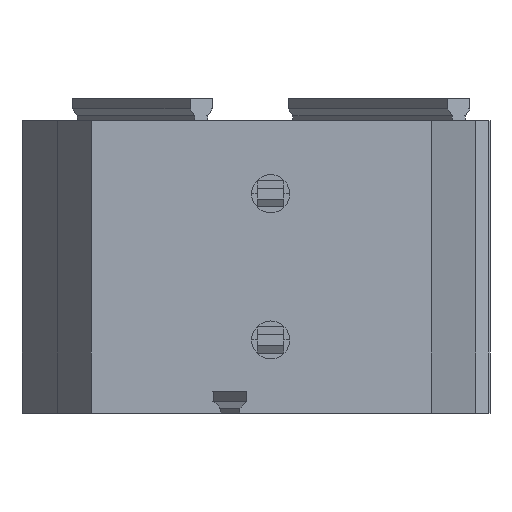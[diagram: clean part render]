
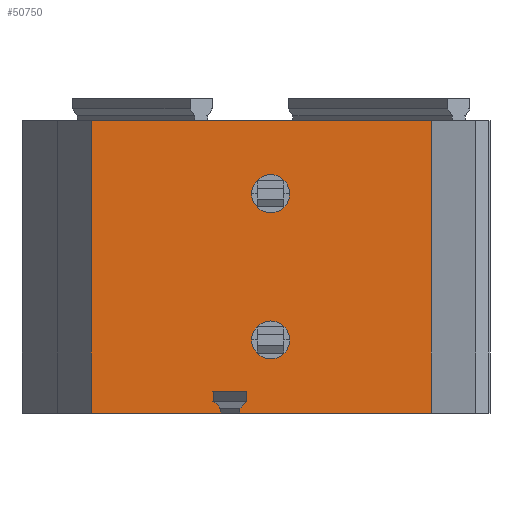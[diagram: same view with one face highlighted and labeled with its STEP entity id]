
A CAD part, front view. The second image highlights one B-rep face of the part: STEP entity #50750.
In plain terms, the highlighted planar face has unit normal (0, -1, 0).
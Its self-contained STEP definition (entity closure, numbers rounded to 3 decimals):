
#4150=CARTESIAN_POINT('',(-48.538,10.165
   ,0.));
#4160=VERTEX_POINT('',#4150);
#4340=CARTESIAN_POINT('',(-49.838,10.165
   ,0.));
#4350=VERTEX_POINT('',#4340);
#4380=CARTESIAN_POINT('',(-49.188,10.165
   ,0.));
#4390=DIRECTION('',(0.,-1.,
   0.));
#4400=DIRECTION('',(1.,0.,
   0.));
#4410=AXIS2_PLACEMENT_3D('',#4380,#4390,#4400);
#4420=CIRCLE('',#4410,0.65);
#4430=EDGE_CURVE('',#4160,#4350,#4420,.T.);
#20070=CARTESIAN_POINT('',(-43.688,
   10.165,2.5));
#20080=VERTEX_POINT('',#20070);
#20110=CARTESIAN_POINT('',(-55.324,
   10.165,2.5));
#20120=DIRECTION('',(1.,0.,
   0.));
#20130=VECTOR('',#20120,1.);
#20140=LINE('',#20110,#20130);
#20150=CARTESIAN_POINT('',(-55.324,
   10.165,2.5));
#20160=VERTEX_POINT('',#20150);
#20170=EDGE_CURVE('',#20160,#20080,#20140,.T.);
#21340=CARTESIAN_POINT('',(-43.688,
   10.165,-7.5));
#21350=VERTEX_POINT('',#21340);
#21380=CARTESIAN_POINT('',(-43.688,
   10.165,0.));
#21390=DIRECTION('',(0.,0.,
   -1.));
#21400=VECTOR('',#21390,1.);
#21410=LINE('',#21380,#21400);
#21420=EDGE_CURVE('',#20080,#21350,#21410,.T.);
#22420=CARTESIAN_POINT('',(-50.894,
   10.165,-7.333));
#22430=VERTEX_POINT('',#22420);
#22510=CARTESIAN_POINT('',(-50.894,
   10.165,-7.5));
#22520=VERTEX_POINT('',#22510);
#22550=CARTESIAN_POINT('',(-50.894,
   10.165,0.));
#22560=DIRECTION('',(0.,0.,
   -1.));
#22570=VECTOR('',#22560,1.);
#22580=LINE('',#22550,#22570);
#22590=EDGE_CURVE('',#22430,#22520,#22580,.T.);
#22770=CARTESIAN_POINT('',(0.,10.165
   ,-56.911));
#22780=DIRECTION('',(0.716,0.,
   -0.698));
#22790=VECTOR('',#22780,1.);
#22800=LINE('',#22770,#22790);
#22810=CARTESIAN_POINT('',(-51.132,
   10.165,-7.101));
#22820=VERTEX_POINT('',#22810);
#22830=EDGE_CURVE('',#22820,#22430,#22800,.T.);
#23080=CARTESIAN_POINT('',(-51.132,
   10.165,0.));
#23090=DIRECTION('',(0.,0.,
   -1.));
#23100=VECTOR('',#23090,1.);
#23110=LINE('',#23080,#23100);
#23120=CARTESIAN_POINT('',(-51.132,
   10.165,-6.759));
#23130=VERTEX_POINT('',#23120);
#23140=EDGE_CURVE('',#23130,#22820,#23110,.T.);
#23390=CARTESIAN_POINT('',(0.,10.165
   ,-6.759));
#23400=DIRECTION('',(-1.,0.,
   0.));
#23410=VECTOR('',#23400,1.);
#23420=LINE('',#23390,#23410);
#23430=CARTESIAN_POINT('',(-49.999,
   10.165,-6.759));
#23440=VERTEX_POINT('',#23430);
#23450=EDGE_CURVE('',#23440,#23130,#23420,.T.);
#23730=CARTESIAN_POINT('',(-49.999,
   10.165,-7.101));
#23740=VERTEX_POINT('',#23730);
#23790=CARTESIAN_POINT('',(-49.999,
   10.165,0.));
#23800=DIRECTION('',(0.,0.,
   1.));
#23810=VECTOR('',#23800,1.);
#23820=LINE('',#23790,#23810);
#23830=EDGE_CURVE('',#23740,#23440,#23820,.T.);
#24200=CARTESIAN_POINT('',(0.,10.165
   ,41.606));
#24210=DIRECTION('',(0.716,0.,
   0.698));
#24220=VECTOR('',#24210,1.);
#24230=LINE('',#24200,#24220);
#24240=CARTESIAN_POINT('',(-50.237,
   10.165,-7.333));
#24250=VERTEX_POINT('',#24240);
#24260=EDGE_CURVE('',#24250,#23740,#24230,.T.);
#28570=EDGE_CURVE('',#4350,#4160,#4420,.T.);
#29980=CARTESIAN_POINT('',(-50.237,
   10.165,-7.5));
#29990=VERTEX_POINT('',#29980);
#30020=CARTESIAN_POINT('',(0.,10.165
   ,-7.5));
#30030=DIRECTION('',(-1.,0.,
   0.));
#30040=VECTOR('',#30030,1.);
#30050=LINE('',#30020,#30040);
#30060=EDGE_CURVE('',#21350,#29990,#30050,.T.);
#30320=CARTESIAN_POINT('',(-55.324,
   10.165,-7.5));
#30330=VERTEX_POINT('',#30320);
#30360=EDGE_CURVE('',#22520,#30330,#30050,.T.);
#44980=CARTESIAN_POINT('',(-55.324,
   10.165,0.));
#44990=DIRECTION('',(0.,0.,
   1.));
#45000=VECTOR('',#44990,1.);
#45010=LINE('',#44980,#45000);
#45020=EDGE_CURVE('',#30330,#20160,#45010,.T.);
#45250=CARTESIAN_POINT('',(-48.538,
   10.165,-5.));
#45260=VERTEX_POINT('',#45250);
#45440=CARTESIAN_POINT('',(-49.838,
   10.165,-5.));
#45450=VERTEX_POINT('',#45440);
#45480=CARTESIAN_POINT('',(-49.188,
   10.165,-5.));
#45490=DIRECTION('',(0.,-1.,
   0.));
#45500=DIRECTION('',(1.,0.,
   0.));
#45510=AXIS2_PLACEMENT_3D('',#45480,#45490,#45500);
#45520=CIRCLE('',#45510,0.65);
#45530=EDGE_CURVE('',#45260,#45450,#45520,.T.);
#50420=CARTESIAN_POINT('',(-43.688,
   10.165,0.));
#50430=DIRECTION('',(0.,-1.,
   0.));
#50440=DIRECTION('',(-1.,0.,
   0.));
#50450=AXIS2_PLACEMENT_3D('',#50420,#50430,#50440);
#50460=PLANE('',#50450);
#50470=ORIENTED_EDGE('',*,*,#28570,.F.);
#50480=ORIENTED_EDGE('',*,*,#4430,.F.);
#50490=EDGE_LOOP('',(#50480,#50470));
#50500=FACE_BOUND('',#50490,.T.);
#50510=EDGE_CURVE('',#45450,#45260,#45520,.T.);
#50520=ORIENTED_EDGE('',*,*,#50510,.F.);
#50530=ORIENTED_EDGE('',*,*,#45530,.F.);
#50540=EDGE_LOOP('',(#50530,#50520));
#50550=FACE_BOUND('',#50540,.T.);
#50560=ORIENTED_EDGE('',*,*,#20170,.F.);
#50570=ORIENTED_EDGE('',*,*,#21420,.F.);
#50580=ORIENTED_EDGE('',*,*,#30060,.F.);
#50590=CARTESIAN_POINT('',(-50.237,
   10.165,0.));
#50600=DIRECTION('',(0.,0.,
   1.));
#50610=VECTOR('',#50600,1.);
#50620=LINE('',#50590,#50610);
#50630=EDGE_CURVE('',#29990,#24250,#50620,.T.);
#50640=ORIENTED_EDGE('',*,*,#50630,.F.);
#50650=ORIENTED_EDGE('',*,*,#24260,.F.);
#50660=ORIENTED_EDGE('',*,*,#23830,.F.);
#50670=ORIENTED_EDGE('',*,*,#23450,.F.);
#50680=ORIENTED_EDGE('',*,*,#23140,.F.);
#50690=ORIENTED_EDGE('',*,*,#22830,.F.);
#50700=ORIENTED_EDGE('',*,*,#22590,.F.);
#50710=ORIENTED_EDGE('',*,*,#30360,.F.);
#50720=ORIENTED_EDGE('',*,*,#45020,.F.);
#50730=EDGE_LOOP('',(#50720,#50710,#50700,#50690,#50680,#50670,#50660,
   #50650,#50640,#50580,#50570,#50560));
#50740=FACE_OUTER_BOUND('',#50730,.T.);
#50750=ADVANCED_FACE('',(#50500,#50550,#50740),#50460,.T.);
